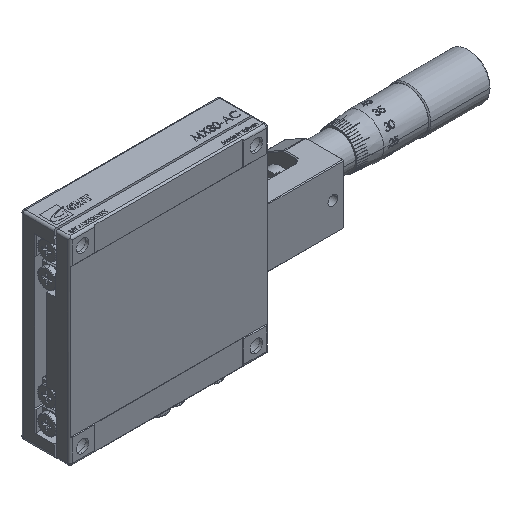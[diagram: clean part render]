
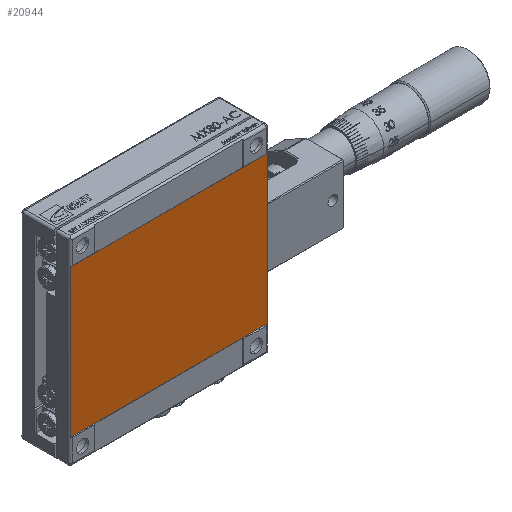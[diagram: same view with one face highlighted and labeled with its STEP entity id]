
A CAD part, isometric view. The second image highlights one B-rep face of the part: STEP entity #20944.
In plain terms, the highlighted planar face has unit normal (0, -1, 0).
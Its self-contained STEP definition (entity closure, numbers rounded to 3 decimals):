
#1472 = CARTESIAN_POINT ( 'NONE',  ( 35.31, -6.46, 29.7 ) ) ;
#6446 = PLANE ( 'NONE',  #118607 ) ;
#11368 = LINE ( 'NONE', #67772, #93728 ) ;
#20944 = ADVANCED_FACE ( 'NONE', ( #117421 ), #6446, .F. ) ;
#21161 = ORIENTED_EDGE ( 'NONE', *, *, #124735, .T. ) ;
#24610 = DIRECTION ( 'NONE',  ( 0., 0., -1. ) ) ;
#27421 = EDGE_CURVE ( 'NONE', #116843, #47090, #106097, .T. ) ;
#28166 = DIRECTION ( 'NONE',  ( 0., 0., 1. ) ) ;
#41877 = DIRECTION ( 'NONE',  ( -1., 0., 0. ) ) ;
#45853 = VERTEX_POINT ( 'NONE', #92696 ) ;
#47090 = VERTEX_POINT ( 'NONE', #88053 ) ;
#47524 = DIRECTION ( 'NONE',  ( 0., 0., 1. ) ) ;
#52342 = VECTOR ( 'NONE', #47524, 1000. ) ;
#52717 = CARTESIAN_POINT ( 'NONE',  ( 35.31, -6.46, -29.7 ) ) ;
#57342 = VERTEX_POINT ( 'NONE', #79467 ) ;
#60102 = CARTESIAN_POINT ( 'NONE',  ( 35.31, -6.46, 29.7 ) ) ;
#67010 = VECTOR ( 'NONE', #41877, 1000. ) ;
#67772 = CARTESIAN_POINT ( 'NONE',  ( -44.404, -6.46, 29.7 ) ) ;
#70339 = LINE ( 'NONE', #52717, #67010 ) ;
#74103 = ORIENTED_EDGE ( 'NONE', *, *, #113918, .F. ) ;
#79467 = CARTESIAN_POINT ( 'NONE',  ( -44.404, -6.46, -29.7 ) ) ;
#79533 = ORIENTED_EDGE ( 'NONE', *, *, #27421, .T. ) ;
#83754 = VECTOR ( 'NONE', #98350, 1000. ) ;
#87139 = LINE ( 'NONE', #1472, #83754 ) ;
#87740 = EDGE_CURVE ( 'NONE', #45853, #57342, #11368, .T. ) ;
#88053 = CARTESIAN_POINT ( 'NONE',  ( 35.024, -6.46, 29.7 ) ) ;
#92521 = DIRECTION ( 'NONE',  ( 0., 1., 0. ) ) ;
#92696 = CARTESIAN_POINT ( 'NONE',  ( -44.404, -6.46, 29.7 ) ) ;
#93728 = VECTOR ( 'NONE', #24610, 1000. ) ;
#98350 = DIRECTION ( 'NONE',  ( -1., 0., 0. ) ) ;
#106097 = LINE ( 'NONE', #111921, #52342 ) ;
#106654 = ORIENTED_EDGE ( 'NONE', *, *, #87740, .T. ) ;
#111921 = CARTESIAN_POINT ( 'NONE',  ( 35.024, -6.46, -29.7 ) ) ;
#113918 = EDGE_CURVE ( 'NONE', #116843, #57342, #70339, .T. ) ;
#116843 = VERTEX_POINT ( 'NONE', #135851 ) ;
#117421 = FACE_OUTER_BOUND ( 'NONE', #132400, .T. ) ;
#118607 = AXIS2_PLACEMENT_3D ( 'NONE', #60102, #92521, #28166 ) ;
#124735 = EDGE_CURVE ( 'NONE', #47090, #45853, #87139, .T. ) ;
#132400 = EDGE_LOOP ( 'NONE', ( #74103, #79533, #21161, #106654 ) ) ;
#135851 = CARTESIAN_POINT ( 'NONE',  ( 35.024, -6.46, -29.7 ) ) ;
